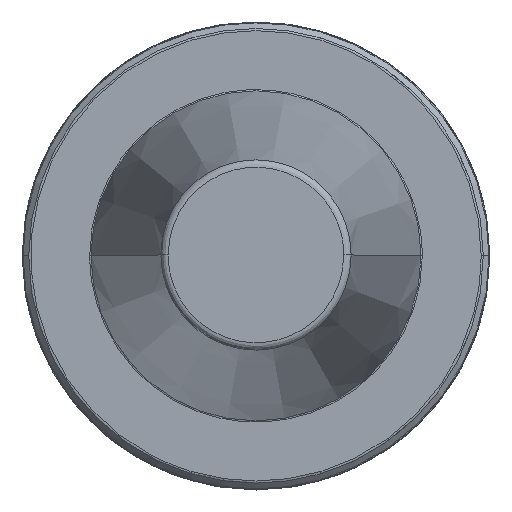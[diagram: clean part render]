
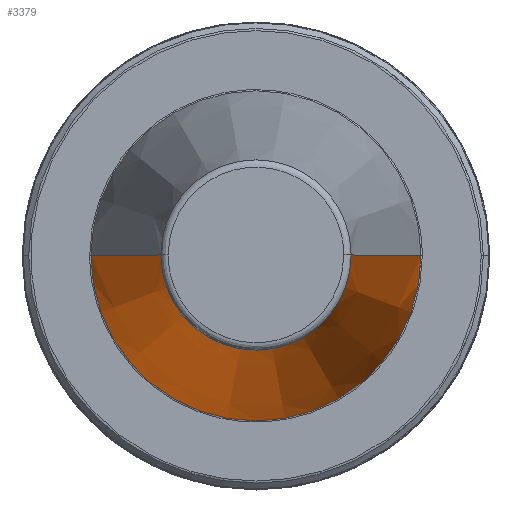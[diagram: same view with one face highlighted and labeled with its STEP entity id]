
A CAD part, top view. The second image highlights one B-rep face of the part: STEP entity #3379.
In plain terms, the highlighted conical face has half-angle 8.297 degrees and reference radius 22.225 mm.
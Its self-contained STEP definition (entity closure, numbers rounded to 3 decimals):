
#22 = CARTESIAN_POINT ( 'NONE',  ( 22.225, 0., 0. ) ) ;
#36 = FACE_OUTER_BOUND ( 'NONE', #2541, .T. ) ;
#174 = VECTOR ( 'NONE', #853, 1000. ) ;
#258 = AXIS2_PLACEMENT_3D ( 'NONE', #1555, #1553, #1542 ) ;
#353 = DIRECTION ( 'NONE',  ( 0.144, 0., -0.99 ) ) ;
#454 = CARTESIAN_POINT ( 'NONE',  ( 22.225, 0., 0. ) ) ;
#566 = ORIENTED_EDGE ( 'NONE', *, *, #619, .F. ) ;
#599 = VERTEX_POINT ( 'NONE', #1602 ) ;
#603 = DIRECTION ( 'NONE',  ( -1., 0., 0. ) ) ;
#619 = EDGE_CURVE ( 'NONE', #2594, #599, #1182, .T. ) ;
#657 = VERTEX_POINT ( 'NONE', #1122 ) ;
#685 = AXIS2_PLACEMENT_3D ( 'NONE', #1813, #1524, #2310 ) ;
#853 = DIRECTION ( 'NONE',  ( -0.144, 0., -0.99 ) ) ;
#913 = DIRECTION ( 'NONE',  ( 0., 0., -1. ) ) ;
#1122 = CARTESIAN_POINT ( 'NONE',  ( 12.812, 0., 64.544 ) ) ;
#1182 = CIRCLE ( 'NONE', #258, 22.225 ) ;
#1194 = CARTESIAN_POINT ( 'NONE',  ( 0., 0., 64.544 ) ) ;
#1368 = ORIENTED_EDGE ( 'NONE', *, *, #3102, .T. ) ;
#1502 = AXIS2_PLACEMENT_3D ( 'NONE', #1194, #913, #603 ) ;
#1524 = DIRECTION ( 'NONE',  ( 0., 0., -1. ) ) ;
#1542 = DIRECTION ( 'NONE',  ( 1., 0., 0. ) ) ;
#1553 = DIRECTION ( 'NONE',  ( 0., 0., -1. ) ) ;
#1555 = CARTESIAN_POINT ( 'NONE',  ( 0., 0., 0. ) ) ;
#1602 = CARTESIAN_POINT ( 'NONE',  ( -22.225, 0., 0. ) ) ;
#1797 = LINE ( 'NONE', #454, #3152 ) ;
#1813 = CARTESIAN_POINT ( 'NONE',  ( 0., 0., 0. ) ) ;
#2110 = CONICAL_SURFACE ( 'NONE', #685, 22.225, 0.145 ) ;
#2310 = DIRECTION ( 'NONE',  ( -1., 0., 0. ) ) ;
#2476 = EDGE_CURVE ( 'NONE', #657, #2594, #1797, .T. ) ;
#2524 = CARTESIAN_POINT ( 'NONE',  ( -12.812, 0., 64.544 ) ) ;
#2541 = EDGE_LOOP ( 'NONE', ( #2619, #3231, #1368, #566 ) ) ;
#2594 = VERTEX_POINT ( 'NONE', #22 ) ;
#2619 = ORIENTED_EDGE ( 'NONE', *, *, #2476, .F. ) ;
#2884 = CIRCLE ( 'NONE', #1502, 12.812 ) ;
#2935 = EDGE_CURVE ( 'NONE', #657, #3006, #2884, .T. ) ;
#3006 = VERTEX_POINT ( 'NONE', #2524 ) ;
#3042 = LINE ( 'NONE', #3239, #174 ) ;
#3102 = EDGE_CURVE ( 'NONE', #3006, #599, #3042, .T. ) ;
#3152 = VECTOR ( 'NONE', #353, 1000. ) ;
#3231 = ORIENTED_EDGE ( 'NONE', *, *, #2935, .T. ) ;
#3239 = CARTESIAN_POINT ( 'NONE',  ( -22.225, 0., 0. ) ) ;
#3379 = ADVANCED_FACE ( 'NONE', ( #36 ), #2110, .T. ) ;
